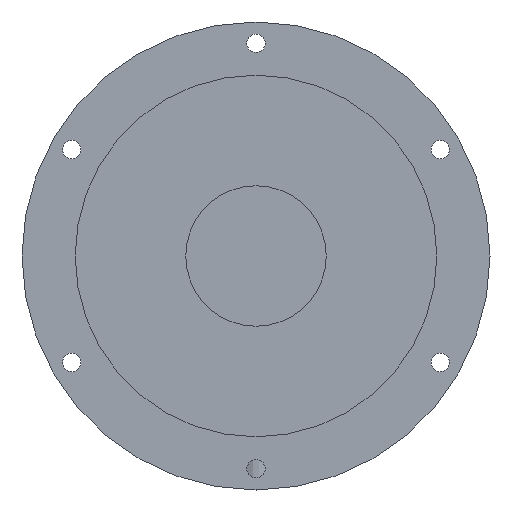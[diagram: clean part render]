
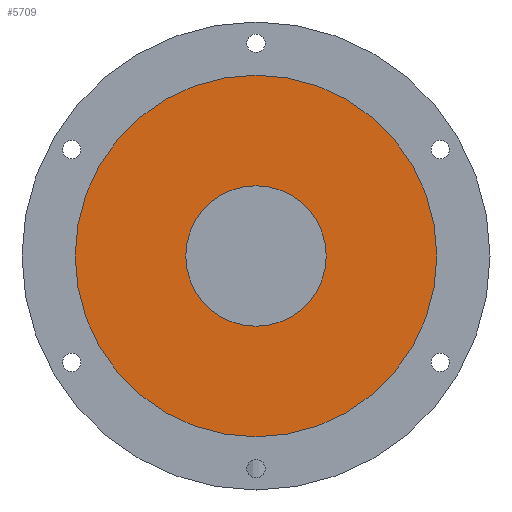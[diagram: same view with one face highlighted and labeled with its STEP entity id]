
A CAD part, left-side view. The second image highlights one B-rep face of the part: STEP entity #5709.
In plain terms, the highlighted planar face has unit normal (-1, 0, 0).
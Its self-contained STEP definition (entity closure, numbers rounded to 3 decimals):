
#4669=CARTESIAN_POINT('',(-10.5,42.5,0.0));
#4670=VERTEX_POINT('',#4669);
#4686=CARTESIAN_POINT('',(-10.5,-42.5,0.));
#4687=VERTEX_POINT('',#4686);
#4694=CARTESIAN_POINT('',(-10.5,0.0,0.0));
#4695=DIRECTION('',(1.0,0.0,0.0));
#4696=DIRECTION('',(0.0,1.0,0.0));
#4697=AXIS2_PLACEMENT_3D('',#4694,#4695,#4696);
#4698=CIRCLE('',#4697,42.5);
#4699=EDGE_CURVE('',#4687,#4670,#4698,.T.);
#4711=CARTESIAN_POINT('',(-10.5,16.5,0.0));
#4712=VERTEX_POINT('',#4711);
#4728=CARTESIAN_POINT('',(-10.5,-16.5,0.));
#4729=VERTEX_POINT('',#4728);
#4736=CARTESIAN_POINT('',(-10.5,0.0,0.0));
#4737=DIRECTION('',(1.0,0.0,0.0));
#4738=DIRECTION('',(0.0,1.0,0.0));
#4739=AXIS2_PLACEMENT_3D('',#4736,#4737,#4738);
#4740=CIRCLE('',#4739,16.5);
#4741=EDGE_CURVE('',#4712,#4729,#4740,.T.);
#5678=CARTESIAN_POINT('',(-10.5,0.0,0.0));
#5679=DIRECTION('',(1.0,0.0,0.0));
#5680=DIRECTION('',(0.0,1.0,0.0));
#5681=AXIS2_PLACEMENT_3D('',#5678,#5679,#5680);
#5682=CIRCLE('',#5681,16.5);
#5683=EDGE_CURVE('',#4729,#4712,#5682,.T.);
#5690=CARTESIAN_POINT('',(-10.5,29.5,0.0));
#5691=DIRECTION('',(-1.0,0.0,0.0));
#5692=DIRECTION('',(0.0,0.0,1.0));
#5693=AXIS2_PLACEMENT_3D('',#5690,#5691,#5692);
#5694=PLANE('',#5693);
#5695=CARTESIAN_POINT('',(-10.5,0.0,0.0));
#5696=DIRECTION('',(1.0,0.0,0.0));
#5697=DIRECTION('',(0.0,1.0,0.0));
#5698=AXIS2_PLACEMENT_3D('',#5695,#5696,#5697);
#5699=CIRCLE('',#5698,42.5);
#5700=EDGE_CURVE('',#4670,#4687,#5699,.T.);
#5701=ORIENTED_EDGE('',*,*,#5700,.F.);
#5702=ORIENTED_EDGE('',*,*,#4699,.F.);
#5703=EDGE_LOOP('',(#5701,#5702));
#5704=FACE_OUTER_BOUND('',#5703,.T.);
#5705=ORIENTED_EDGE('',*,*,#4741,.T.);
#5706=ORIENTED_EDGE('',*,*,#5683,.T.);
#5707=EDGE_LOOP('',(#5705,#5706));
#5708=FACE_BOUND('',#5707,.T.);
#5709=ADVANCED_FACE('',(#5704,#5708),#5694,.T.);
